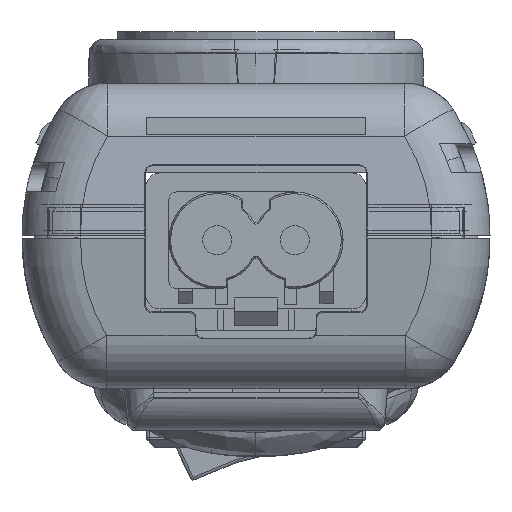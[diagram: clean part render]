
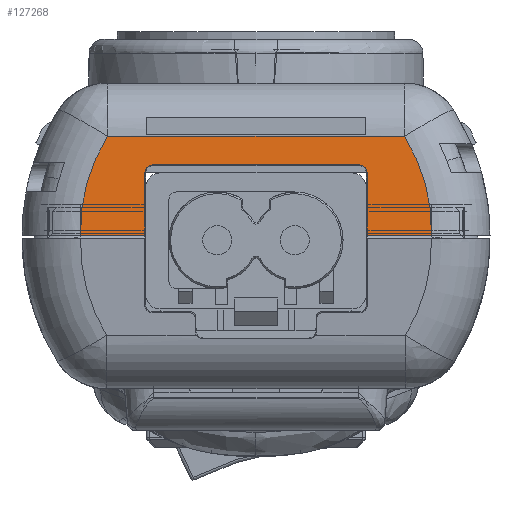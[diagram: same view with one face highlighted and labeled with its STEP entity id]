
A CAD part, left-side view. The second image highlights one B-rep face of the part: STEP entity #127268.
In plain terms, the highlighted face is planar.
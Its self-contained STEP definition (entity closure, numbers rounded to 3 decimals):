
#67497=DIRECTION('',(0.087,0.002,-0.996));
#67498=VECTOR('',#67497,4.32);
#67499=CARTESIAN_POINT('',(-178.3,-7.613,10.4));
#67500=LINE('',#67499,#67498);
#69663=CARTESIAN_POINT('',(-178.3,-11.995,
10.4));
#69888=DIRECTION('',(0.,-1.,0.));
#69889=VECTOR('',#69888,20.302);
#69890=CARTESIAN_POINT('',(-177.71,10.151,
3.651));
#69891=LINE('',#69890,#69889);
#69916=CARTESIAN_POINT('',(-177.923,7.604,
6.096));
#69917=CARTESIAN_POINT('',(-177.909,7.603,
5.93));
#69918=CARTESIAN_POINT('',(-177.891,7.477,
5.723));
#69919=CARTESIAN_POINT('',(-177.88,7.269,
5.598));
#69920=CARTESIAN_POINT('',(-177.88,7.103,
5.598));
#69925=DIRECTION('',(0.,-1.,0.));
#69926=VECTOR('',#69925,14.205);
#69927=CARTESIAN_POINT('',(-177.88,7.103,
5.598));
#69928=LINE('',#69927,#69926);
#69932=CARTESIAN_POINT('',(-177.88,-7.103,
5.598));
#69933=CARTESIAN_POINT('',(-177.88,-7.269,
5.598));
#69934=CARTESIAN_POINT('',(-177.891,-7.477,
5.723));
#69935=CARTESIAN_POINT('',(-177.909,-7.603,
5.93));
#69936=CARTESIAN_POINT('',(-177.923,-7.604,
6.096));
#69941=DIRECTION('',(0.,-1.,0.));
#69942=VECTOR('',#69941,4.381);
#69943=CARTESIAN_POINT('',(-178.3,-7.613,10.4));
#69944=LINE('',#69943,#69942);
#69948=CARTESIAN_POINT('',(-178.269,0.081,
10.051));
#69949=DIRECTION('',(0.996,0.,0.087));
#69950=DIRECTION('',(-0.003,-1.,0.029));
#69951=AXIS2_PLACEMENT_3D('',#69948,#69949,#69950);
#69956=CARTESIAN_POINT('',(-178.268,-0.076,
10.049));
#69957=DIRECTION('',(0.996,0.,0.087));
#69958=DIRECTION('',(0.046,0.847,-0.53));
#69959=AXIS2_PLACEMENT_3D('',#69956,#69957,#69958);
#69964=DIRECTION('',(0.,-1.,0.));
#69965=VECTOR('',#69964,4.381);
#69966=CARTESIAN_POINT('',(-178.3,11.995,
10.4));
#69967=LINE('',#69966,#69965);
#69971=DIRECTION('',(-0.087,0.002,0.996));
#69972=VECTOR('',#69971,4.32);
#69973=CARTESIAN_POINT('',(-177.923,7.604,
6.096));
#69974=LINE('',#69973,#69972);
#114804=CARTESIAN_POINT('',(-178.3,7.613,10.4));
#114805=VERTEX_POINT('',#114804);
#114806=CARTESIAN_POINT('',(-178.3,11.995,
10.4));
#114807=VERTEX_POINT('',#114806);
#114824=VERTEX_POINT('',#69663);
#114825=CARTESIAN_POINT('',(-178.3,-7.613,10.4));
#114826=VERTEX_POINT('',#114825);
#115411=CARTESIAN_POINT('',(-177.923,7.604,
6.096));
#115413=VERTEX_POINT('',#115411);
#115416=CARTESIAN_POINT('',(-177.88,7.103,
5.598));
#115417=VERTEX_POINT('',#115416);
#115438=CARTESIAN_POINT('',(-177.88,-7.103,
5.598));
#115439=VERTEX_POINT('',#115438);
#115440=CARTESIAN_POINT('',(-177.923,-7.604,
6.096));
#115441=VERTEX_POINT('',#115440);
#115442=CARTESIAN_POINT('',(-177.71,-10.151,
3.651));
#115443=VERTEX_POINT('',#115442);
#115444=CARTESIAN_POINT('',(-177.71,10.151,
3.651));
#115445=VERTEX_POINT('',#115444);
#127247=CARTESIAN_POINT('',(-177.845,0.,5.2));
#127248=DIRECTION('',(-0.996,0.,-0.087));
#127249=DIRECTION('',(-0.087,0.,0.996));
#127250=AXIS2_PLACEMENT_3D('',#127247,#127248,#127249);
#127251=PLANE('',#127250);
#127253=ORIENTED_EDGE('',*,*,#127252,.F.);
#127255=ORIENTED_EDGE('',*,*,#127254,.T.);
#127256=ORIENTED_EDGE('',*,*,#125361,.T.);
#127257=ORIENTED_EDGE('',*,*,#125377,.T.);
#127258=ORIENTED_EDGE('',*,*,#125397,.F.);
#127259=ORIENTED_EDGE('',*,*,#126986,.T.);
#127260=ORIENTED_EDGE('',*,*,#127084,.T.);
#127261=ORIENTED_EDGE('',*,*,#127227,.F.);
#127263=ORIENTED_EDGE('',*,*,#127262,.T.);
#127265=ORIENTED_EDGE('',*,*,#127264,.T.);
#127266=EDGE_LOOP('',(#127253,#127255,#127256,#127257,#127258,#127259,#127260,
#127261,#127263,#127265));
#127267=FACE_OUTER_BOUND('',#127266,.F.);
#69921=B_SPLINE_CURVE_WITH_KNOTS('',3,(#69916,#69917,#69918,#69919,#69920),
.UNSPECIFIED.,.F.,.F.,(4,1,4),(0.,0.5,1.),.UNSPECIFIED.);
#69937=B_SPLINE_CURVE_WITH_KNOTS('',3,(#69932,#69933,#69934,#69935,#69936),
.UNSPECIFIED.,.F.,.F.,(4,1,4),(0.,0.5,1.),.UNSPECIFIED.);
#69952=CIRCLE('',#69951,12.081);
#69960=CIRCLE('',#69959,12.076);
#125361=EDGE_CURVE('',#115417,#115439,#69928,.T.);
#125377=EDGE_CURVE('',#115439,#115441,#69937,.T.);
#125397=EDGE_CURVE('',#114826,#115441,#67500,.T.);
#126986=EDGE_CURVE('',#114826,#114824,#69944,.T.);
#127084=EDGE_CURVE('',#114824,#115443,#69952,.T.);
#127227=EDGE_CURVE('',#115445,#115443,#69891,.T.);
#127252=EDGE_CURVE('',#115413,#114805,#69974,.T.);
#127254=EDGE_CURVE('',#115413,#115417,#69921,.T.);
#127262=EDGE_CURVE('',#115445,#114807,#69960,.T.);
#127264=EDGE_CURVE('',#114807,#114805,#69967,.T.);
#127268=ADVANCED_FACE('',(#127267),#127251,.T.);
